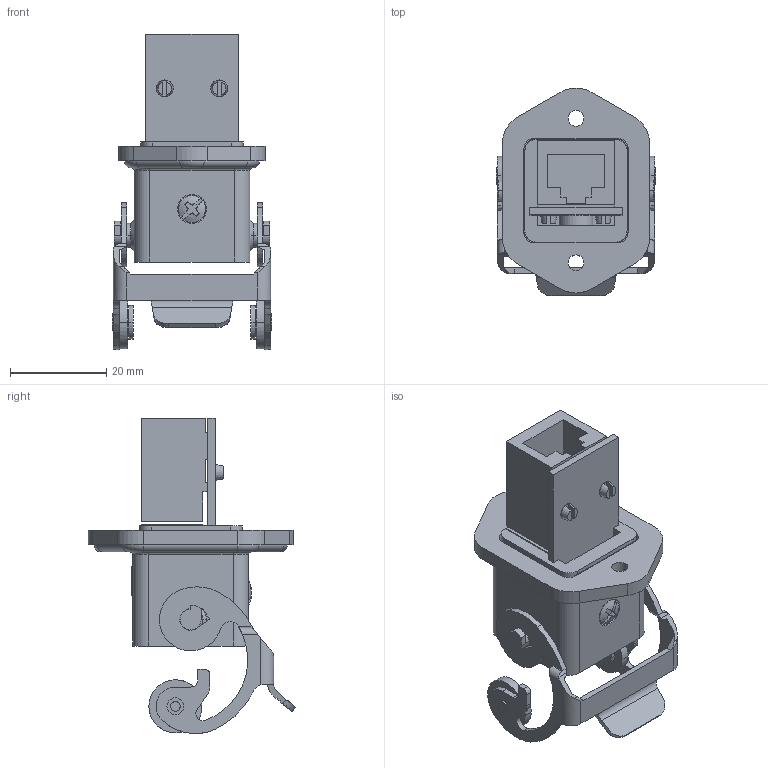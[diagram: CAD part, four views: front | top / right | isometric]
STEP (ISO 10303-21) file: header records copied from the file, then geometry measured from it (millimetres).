
FILE_DESCRIPTION(('Creo Elements/Direct Modeling STEP Export'),'2;1');
FILE_NAME('CJZA 8 I.stp','2013-03-26T15:33:31',(''),(''),'Creo Elements/Direct Modeling STEP processor for AP214 (Solid Model)','Creo Elements/Direct Modeling 18.0B 02-Dec-2011 (C) Parametric Technology GmbH','');
FILE_SCHEMA(('AUTOMOTIVE_DESIGN { 1 0 10303 214 1 1 1 1 }'));
Length unit declared in the file: millimetre
Products named in the file (2): Cust_zama_I; CJZA_8_I
Assembly tree (1 placements, depth 2):
  CJZA_8_I
    Cust_zama_I
Bounding box: 33 x 43.05 x 65.36 mm (x, y, z)
Volume: 17722.4 mm3; surface area: 15109.7 mm2
Topology: 1 solids, 3 shells, 577 faces, 1551 edges, 1012 vertices
Faces by surface type: plane 367, cylinder 173, cone 19, torus 10, extrusion 6, sphere 2
Entity records: 22976 total; most frequent: CARTESIAN_POINT 4423, ORIENTED_EDGE 3102, DIRECTION 2790, EDGE_CURVE 1551, VECTOR 1016, VERTEX_POINT 1012, LINE 1010, AXIS2_PLACEMENT_3D 887
